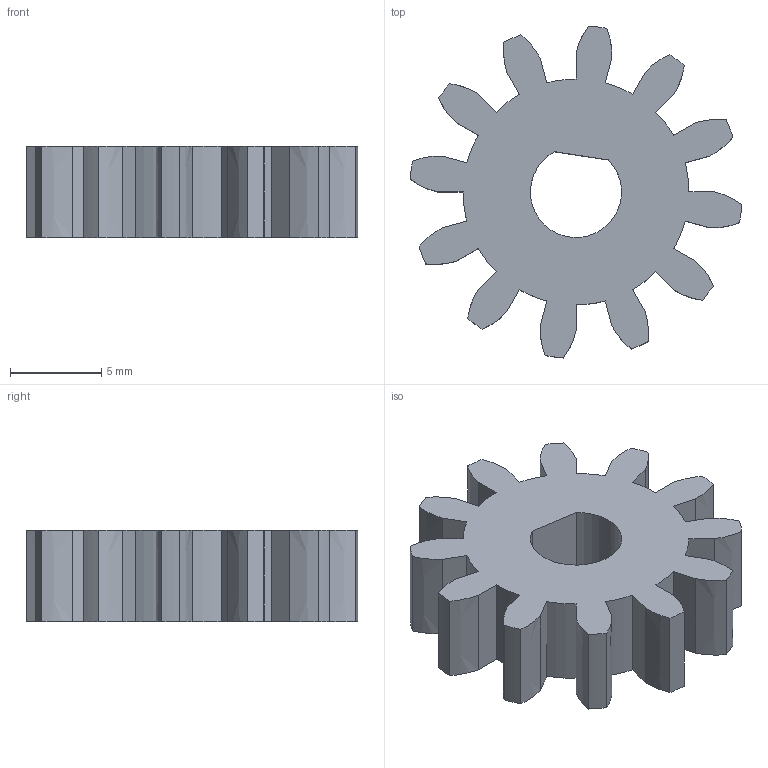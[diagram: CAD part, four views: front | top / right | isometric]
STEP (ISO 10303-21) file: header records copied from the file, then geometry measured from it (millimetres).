
FILE_DESCRIPTION((''),'2;1');
FILE_NAME('SUN_NO_2','2021-02-15T18:08:19',('TINH LE'),(''),'CREO PARAMETRIC BY PTC INC, 2020154','CREO PARAMETRIC BY PTC INC, 2020154','');
FILE_SCHEMA(('CONFIG_CONTROL_DESIGN'));
Length unit declared in the file: millimetre
Products named in the file (1): SUN_NO_2
Bounding box: 18.18 x 18.18 x 5 mm (x, y, z)
Volume: 808.2 mm3; surface area: 926.1 mm2
Topology: 1 solids, 1 shells, 76 faces, 222 edges, 148 vertices
Faces by surface type: plane 27, cylinder 25, extrusion 24
Entity records: 2726 total; most frequent: CARTESIAN_POINT 710, ORIENTED_EDGE 444, DIRECTION 352, EDGE_CURVE 222, VECTOR 148, VERTEX_POINT 148, LINE 124, AXIS2_PLACEMENT_3D 102
